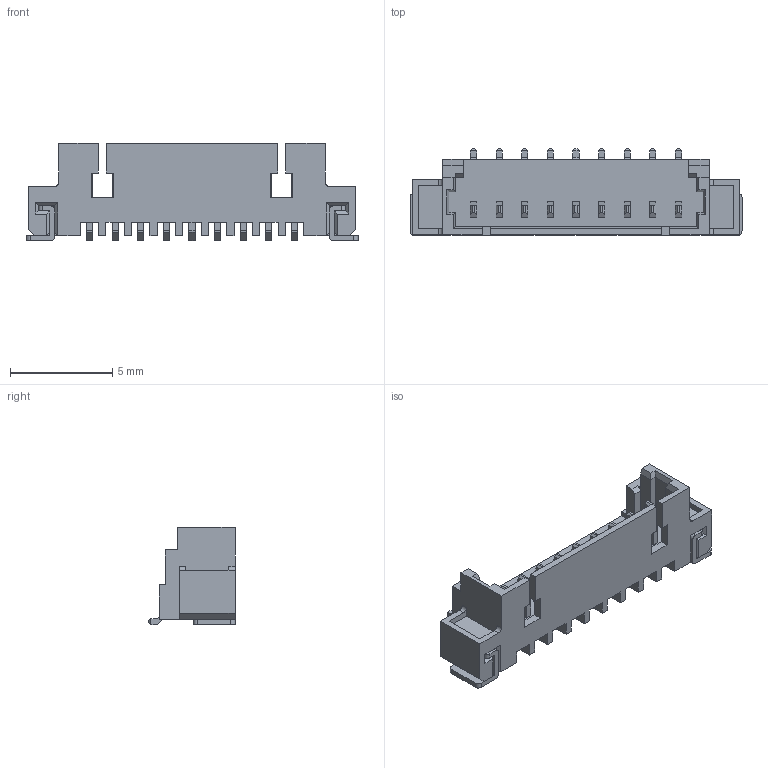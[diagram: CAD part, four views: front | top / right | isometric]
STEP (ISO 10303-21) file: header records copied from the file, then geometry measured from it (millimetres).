
FILE_DESCRIPTION(/* description */ ('Unknown'),/* implementation_level */ '2;1');
FILE_NAME(/* name */ 'J_Wurth_WR-WTB_653109124022',/* time_stamp */ '2025-06-03T13:25:05+08:00',/* author */ ('Unknown'),/* organization */ ('Unknown'),/* preprocessor_version */ 'ST-DEVELOPER v19.4',/* originating_system */ 'Solid Edge',/* authorisation */ 'Unknown');
FILE_SCHEMA (('AUTOMOTIVE_DESIGN {1 0 10303 214 3 1 1}'));
Length unit declared in the file: millimetre
Products named in the file (2): J_Wurth_WR-WTB_653109124022
Assembly tree (1 placements, depth 2):
  J_Wurth_WR-WTB_653109124022
    J_Wurth_WR-WTB_653109124022
Bounding box: 16.2 x 4.21 x 4.75 mm (x, y, z)
Volume: 97.4 mm3; surface area: 471.7 mm2
Topology: 12 solids, 12 shells, 450 faces, 1220 edges, 794 vertices
Faces by surface type: plane 434, cylinder 16
Entity records: 13953 total; most frequent: CARTESIAN_POINT 2466, ORIENTED_EDGE 2440, DIRECTION 2156, EDGE_CURVE 1220, LINE 1188, VECTOR 1188, VERTEX_POINT 794, AXIS2_PLACEMENT_3D 484
